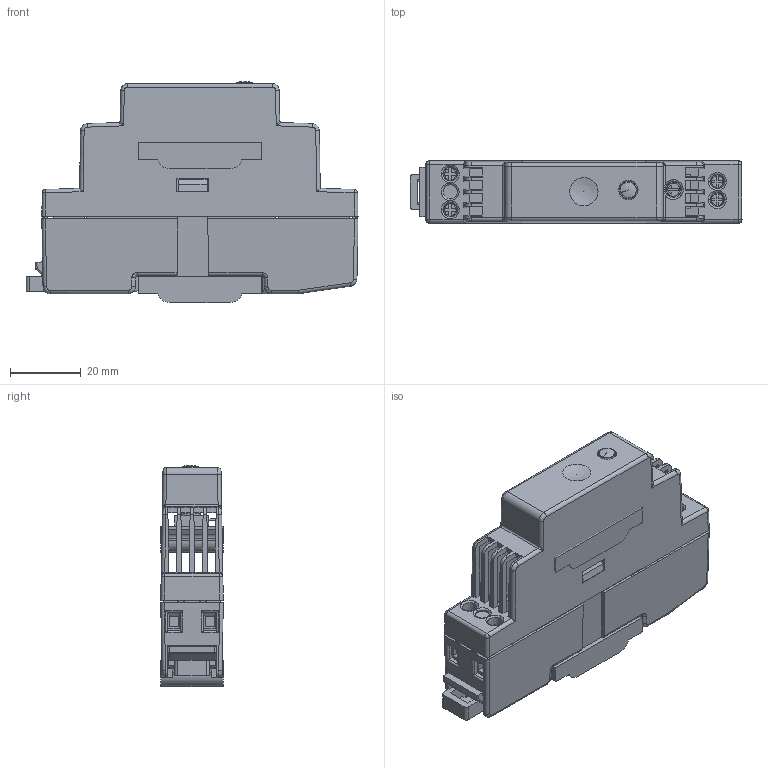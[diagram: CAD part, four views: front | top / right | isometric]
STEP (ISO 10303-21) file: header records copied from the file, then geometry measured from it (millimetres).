
FILE_DESCRIPTION( ( 'Unknown' ), '1' );
FILE_NAME( 'TBLC_06.stp', 'Unknown', ( 'Unknown' ), ( 'Unknown' ), 'PSStep 14.0', 'Unknown', ' ' );
FILE_SCHEMA( ( 'AUTOMOTIVE_DESIGN { 1 0 10303 214 1 1 1 1 }' ) );
Length unit declared in the file: millimetre
Products named in the file (5): Assem1; Module; Wall_Mount
Bounding box: 93.98 x 17.7 x 62.6 mm (x, y, z)
Volume: 45693 mm3; surface area: 66189.2 mm2
Topology: 8 solids, 10 shells, 2474 faces, 6908 edges, 4440 vertices
Faces by surface type: plane 1622, cylinder 374, extrusion 228, bspline 74, cone 60, sphere 48, torus 36, revolution 32
Full cylindrical faces by diameter (mm): 0.508 x8, 1 x2, 3.708 x2, 3.85 x10, 3.861 x2, 3.95 x8, 4 x4, 4.05 x10, 4.3 x4, 5.41 x2, 6.401 x2, 6.604 x2
Entity records: 55621 total; most frequent: CARTESIAN_POINT 13196, ORIENTED_EDGE 6704, DIRECTION 5613, EDGE_CURVE 3352, VECTOR 2551, LINE 2437, VERTEX_POINT 2187, PRESENTATION_STYLE_ASSIGNMENT 1613
